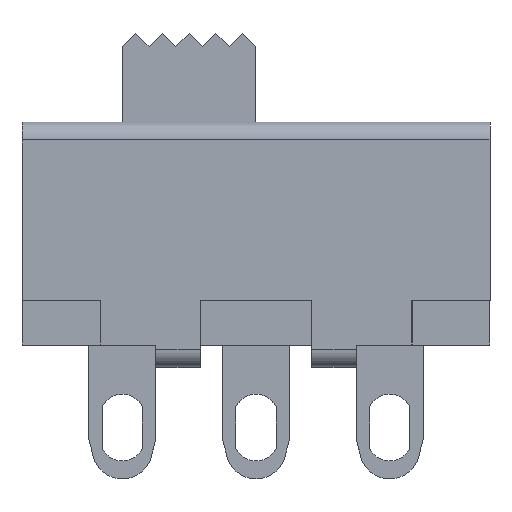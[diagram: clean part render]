
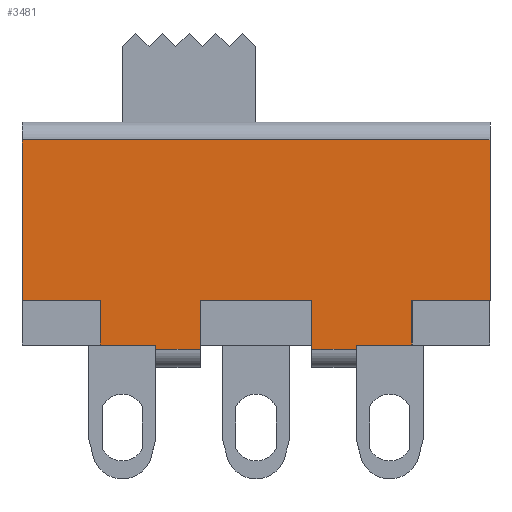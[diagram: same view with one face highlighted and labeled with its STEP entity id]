
A CAD part, top view. The second image highlights one B-rep face of the part: STEP entity #3481.
In plain terms, the highlighted planar face has unit normal (0, 0, 1).
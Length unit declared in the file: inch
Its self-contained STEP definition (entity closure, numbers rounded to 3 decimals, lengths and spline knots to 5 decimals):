
#21 = DIRECTION ( 'NONE',  ( 1., 0., 0. ) ) ;
#53 = CARTESIAN_POINT ( 'NONE',  ( 2.23809, -0.69918, 0.11417 ) ) ;
#110 = EDGE_CURVE ( 'NONE', #4770, #120, #2408, .T. ) ;
#120 = VERTEX_POINT ( 'NONE', #4790 ) ;
#125 = CARTESIAN_POINT ( 'NONE',  ( 2.32668, -0.65981, 0.11417 ) ) ;
#139 = DIRECTION ( 'NONE',  ( 0., -1., 0. ) ) ;
#176 = EDGE_CURVE ( 'NONE', #2307, #2855, #195, .T. ) ;
#195 = LINE ( 'NONE', #4741, #4370 ) ;
#325 = EDGE_CURVE ( 'NONE', #3388, #3413, #2661, .T. ) ;
#343 = EDGE_CURVE ( 'NONE', #3714, #3388, #3077, .T. ) ;
#387 = EDGE_CURVE ( 'NONE', #1565, #3367, #4569, .T. ) ;
#550 = VERTEX_POINT ( 'NONE', #3179 ) ;
#592 = CARTESIAN_POINT ( 'NONE',  ( 2.23809, -0.65981, 0.11417 ) ) ;
#593 = CARTESIAN_POINT ( 'NONE',  ( 2.51368, -0.65981, 0.11417 ) ) ;
#741 = ORIENTED_EDGE ( 'NONE', *, *, #343, .T. ) ;
#784 = VERTEX_POINT ( 'NONE', #2257 ) ;
#812 = CARTESIAN_POINT ( 'NONE',  ( 2.51368, -0.65981, 0.11417 ) ) ;
#825 = VERTEX_POINT ( 'NONE', #914 ) ;
#914 = CARTESIAN_POINT ( 'NONE',  ( 2.51368, -0.69918, 0.11417 ) ) ;
#968 = VERTEX_POINT ( 'NONE', #3246 ) ;
#979 = EDGE_CURVE ( 'NONE', #3367, #2307, #2597, .T. ) ;
#1045 = ORIENTED_EDGE ( 'NONE', *, *, #325, .T. ) ;
#1072 = CARTESIAN_POINT ( 'NONE',  ( 2.1692, -0.65981, 0.11417 ) ) ;
#1096 = ORIENTED_EDGE ( 'NONE', *, *, #176, .T. ) ;
#1103 = VECTOR ( 'NONE', #1921, 39.37008 ) ;
#1189 = DIRECTION ( 'NONE',  ( 0., 1., 0. ) ) ;
#1236 = LINE ( 'NONE', #2381, #2442 ) ;
#1346 = CARTESIAN_POINT ( 'NONE',  ( -22.25154, -16.15244, 0.11417 ) ) ;
#1396 = DIRECTION ( 'NONE',  ( 0., 0., -1. ) ) ;
#1449 = CARTESIAN_POINT ( 'NONE',  ( 2.28731, -0.69918, 0.11417 ) ) ;
#1518 = CARTESIAN_POINT ( 'NONE',  ( -22.25154, -0.51808, 0.11417 ) ) ;
#1527 = EDGE_CURVE ( 'NONE', #3413, #3662, #1236, .T. ) ;
#1541 = CARTESIAN_POINT ( 'NONE',  ( 2.58258, -0.51808, 0.11417 ) ) ;
#1565 = VERTEX_POINT ( 'NONE', #2066 ) ;
#1617 = CARTESIAN_POINT ( 'NONE',  ( 2.32668, -0.70312, 0.11417 ) ) ;
#1619 = CARTESIAN_POINT ( 'NONE',  ( 2.4251, -0.65981, 0.11417 ) ) ;
#1723 = ORIENTED_EDGE ( 'NONE', *, *, #1527, .T. ) ;
#1750 = LINE ( 'NONE', #593, #4386 ) ;
#1813 = CARTESIAN_POINT ( 'NONE',  ( 2.4251, -0.65981, 0.11417 ) ) ;
#1851 = LINE ( 'NONE', #3337, #1918 ) ;
#1856 = LINE ( 'NONE', #812, #3660 ) ;
#1918 = VECTOR ( 'NONE', #2967, 39.37008 ) ;
#1921 = DIRECTION ( 'NONE',  ( 1., 0., 0. ) ) ;
#1938 = CARTESIAN_POINT ( 'NONE',  ( 2.51368, -0.65981, 0.11417 ) ) ;
#2066 = CARTESIAN_POINT ( 'NONE',  ( 2.28731, -0.70312, 0.11417 ) ) ;
#2070 = DIRECTION ( 'NONE',  ( 0., -1., 0. ) ) ;
#2193 = DIRECTION ( 'NONE',  ( 1., 0., 0. ) ) ;
#2204 = ORIENTED_EDGE ( 'NONE', *, *, #3274, .T. ) ;
#2223 = EDGE_CURVE ( 'NONE', #2855, #4028, #4294, .T. ) ;
#2225 = VECTOR ( 'NONE', #4875, 39.37008 ) ;
#2257 = CARTESIAN_POINT ( 'NONE',  ( 2.46447, -0.69918, 0.11417 ) ) ;
#2264 = EDGE_CURVE ( 'NONE', #120, #968, #3444, .T. ) ;
#2307 = VERTEX_POINT ( 'NONE', #125 ) ;
#2381 = CARTESIAN_POINT ( 'NONE',  ( 2.1692, -0.51808, 0.11417 ) ) ;
#2408 = LINE ( 'NONE', #592, #3323 ) ;
#2442 = VECTOR ( 'NONE', #139, 39.37008 ) ;
#2455 = VECTOR ( 'NONE', #3421, 39.37008 ) ;
#2463 = EDGE_LOOP ( 'NONE', ( #741, #1045, #1723, #4342, #2887, #4054, #2560, #4747, #4916, #1096, #3684, #4018, #3912, #2903, #3617, #2204 ) ) ;
#2541 = CARTESIAN_POINT ( 'NONE',  ( 2.46447, -0.69918, 0.11417 ) ) ;
#2560 = ORIENTED_EDGE ( 'NONE', *, *, #3670, .T. ) ;
#2569 = LINE ( 'NONE', #3573, #2225 ) ;
#2597 = LINE ( 'NONE', #4077, #4293 ) ;
#2661 = LINE ( 'NONE', #1518, #4457 ) ;
#2694 = DIRECTION ( 'NONE',  ( 0., -1., 0. ) ) ;
#2756 = CARTESIAN_POINT ( 'NONE',  ( 2.58258, -0.51808, 0.11417 ) ) ;
#2764 = VECTOR ( 'NONE', #2694, 39.37008 ) ;
#2765 = VECTOR ( 'NONE', #1189, 39.37008 ) ;
#2800 = LINE ( 'NONE', #2541, #3890 ) ;
#2835 = DIRECTION ( 'NONE',  ( 1., 0., 0. ) ) ;
#2855 = VERTEX_POINT ( 'NONE', #1813 ) ;
#2887 = ORIENTED_EDGE ( 'NONE', *, *, #110, .T. ) ;
#2903 = ORIENTED_EDGE ( 'NONE', *, *, #3166, .T. ) ;
#2941 = DIRECTION ( 'NONE',  ( 0., -1., 0. ) ) ;
#2967 = DIRECTION ( 'NONE',  ( 0., 1., 0. ) ) ;
#3037 = VERTEX_POINT ( 'NONE', #1938 ) ;
#3077 = LINE ( 'NONE', #1541, #2765 ) ;
#3098 = AXIS2_PLACEMENT_3D ( 'NONE', #1346, #1396, #2941 ) ;
#3134 = EDGE_CURVE ( 'NONE', #3662, #4770, #2569, .T. ) ;
#3166 = EDGE_CURVE ( 'NONE', #784, #825, #2800, .T. ) ;
#3179 = CARTESIAN_POINT ( 'NONE',  ( 2.46447, -0.70312, 0.11417 ) ) ;
#3246 = CARTESIAN_POINT ( 'NONE',  ( 2.28731, -0.69918, 0.11417 ) ) ;
#3274 = EDGE_CURVE ( 'NONE', #3037, #3714, #1856, .T. ) ;
#3287 = PLANE ( 'NONE',  #3098 ) ;
#3323 = VECTOR ( 'NONE', #2070, 39.37008 ) ;
#3337 = CARTESIAN_POINT ( 'NONE',  ( 2.46447, -0.69918, 0.11417 ) ) ;
#3367 = VERTEX_POINT ( 'NONE', #1617 ) ;
#3385 = LINE ( 'NONE', #4913, #3665 ) ;
#3388 = VERTEX_POINT ( 'NONE', #2756 ) ;
#3413 = VERTEX_POINT ( 'NONE', #3513 ) ;
#3421 = DIRECTION ( 'NONE',  ( 1., 0., 0. ) ) ;
#3444 = LINE ( 'NONE', #53, #2455 ) ;
#3481 = ADVANCED_FACE ( 'NONE', ( #4765 ), #3287, .F. ) ;
#3513 = CARTESIAN_POINT ( 'NONE',  ( 2.1692, -0.51808, 0.11417 ) ) ;
#3533 = EDGE_CURVE ( 'NONE', #825, #3037, #1750, .T. ) ;
#3573 = CARTESIAN_POINT ( 'NONE',  ( 2.1692, -0.65981, 0.11417 ) ) ;
#3617 = ORIENTED_EDGE ( 'NONE', *, *, #3533, .T. ) ;
#3660 = VECTOR ( 'NONE', #3842, 39.37008 ) ;
#3662 = VERTEX_POINT ( 'NONE', #1072 ) ;
#3665 = VECTOR ( 'NONE', #21, 39.37008 ) ;
#3670 = EDGE_CURVE ( 'NONE', #968, #1565, #4869, .T. ) ;
#3684 = ORIENTED_EDGE ( 'NONE', *, *, #2223, .T. ) ;
#3699 = DIRECTION ( 'NONE',  ( 0., 1., 0. ) ) ;
#3712 = EDGE_CURVE ( 'NONE', #550, #784, #1851, .T. ) ;
#3714 = VERTEX_POINT ( 'NONE', #3739 ) ;
#3722 = EDGE_CURVE ( 'NONE', #4028, #550, #3385, .T. ) ;
#3739 = CARTESIAN_POINT ( 'NONE',  ( 2.58258, -0.65981, 0.11417 ) ) ;
#3842 = DIRECTION ( 'NONE',  ( 1., 0., 0. ) ) ;
#3890 = VECTOR ( 'NONE', #2193, 39.37008 ) ;
#3912 = ORIENTED_EDGE ( 'NONE', *, *, #3712, .T. ) ;
#4018 = ORIENTED_EDGE ( 'NONE', *, *, #3722, .T. ) ;
#4028 = VERTEX_POINT ( 'NONE', #4537 ) ;
#4054 = ORIENTED_EDGE ( 'NONE', *, *, #2264, .T. ) ;
#4077 = CARTESIAN_POINT ( 'NONE',  ( 2.32668, -0.65981, 0.11417 ) ) ;
#4113 = DIRECTION ( 'NONE',  ( 0., -1., 0. ) ) ;
#4186 = CARTESIAN_POINT ( 'NONE',  ( -22.25154, -0.70312, 0.11417 ) ) ;
#4293 = VECTOR ( 'NONE', #3699, 39.37008 ) ;
#4294 = LINE ( 'NONE', #1619, #2764 ) ;
#4342 = ORIENTED_EDGE ( 'NONE', *, *, #3134, .T. ) ;
#4366 = DIRECTION ( 'NONE',  ( 0., 1., 0. ) ) ;
#4370 = VECTOR ( 'NONE', #2835, 39.37008 ) ;
#4386 = VECTOR ( 'NONE', #4366, 39.37008 ) ;
#4450 = CARTESIAN_POINT ( 'NONE',  ( 2.23809, -0.65981, 0.11417 ) ) ;
#4457 = VECTOR ( 'NONE', #4611, 39.37008 ) ;
#4466 = VECTOR ( 'NONE', #4113, 39.37008 ) ;
#4537 = CARTESIAN_POINT ( 'NONE',  ( 2.4251, -0.70312, 0.11417 ) ) ;
#4569 = LINE ( 'NONE', #4186, #1103 ) ;
#4611 = DIRECTION ( 'NONE',  ( -1., 0., 0. ) ) ;
#4741 = CARTESIAN_POINT ( 'NONE',  ( 2.32668, -0.65981, 0.11417 ) ) ;
#4747 = ORIENTED_EDGE ( 'NONE', *, *, #387, .T. ) ;
#4765 = FACE_OUTER_BOUND ( 'NONE', #2463, .T. ) ;
#4770 = VERTEX_POINT ( 'NONE', #4450 ) ;
#4790 = CARTESIAN_POINT ( 'NONE',  ( 2.23809, -0.69918, 0.11417 ) ) ;
#4869 = LINE ( 'NONE', #1449, #4466 ) ;
#4875 = DIRECTION ( 'NONE',  ( 1., 0., 0. ) ) ;
#4913 = CARTESIAN_POINT ( 'NONE',  ( -22.25154, -0.70312, 0.11417 ) ) ;
#4916 = ORIENTED_EDGE ( 'NONE', *, *, #979, .T. ) ;
